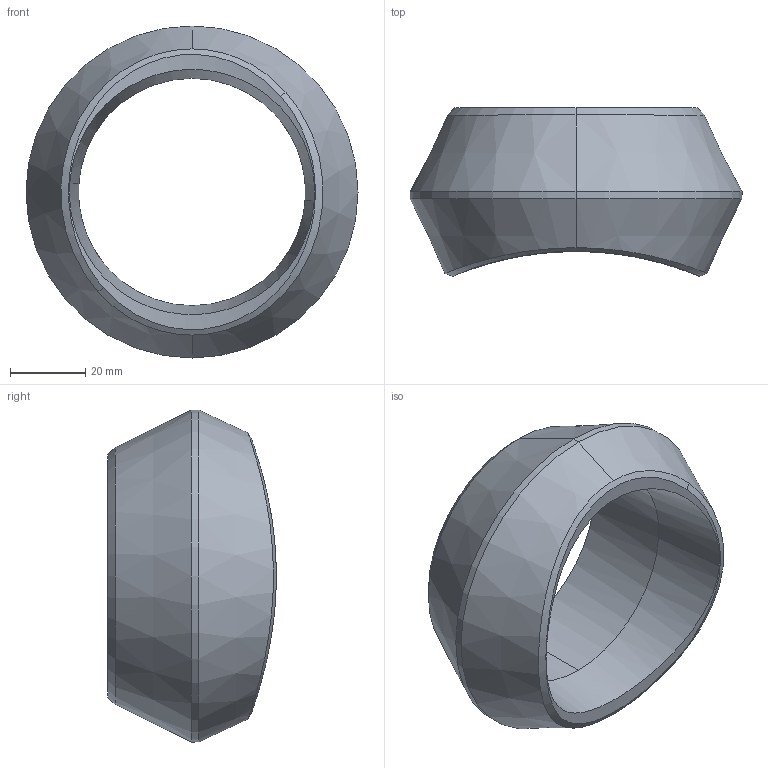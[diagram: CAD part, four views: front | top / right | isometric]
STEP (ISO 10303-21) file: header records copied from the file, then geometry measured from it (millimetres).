
FILE_DESCRIPTION (( 'STEP AP203' ), '1' );
FILE_NAME ('6 X 2.0.STEP', '2025-05-10T00:53:57', '' );
FILE_SCHEMA (( 'CONFIG_CONTROL_DESIGN' ));
Length unit declared in the file: inch
Products named in the file (1): 6 X 2.0
Bounding box: 88.11 x 44.74 x 88.11 mm (x, y, z)
Volume: 80279.4 mm3; surface area: 20491 mm2
Topology: 1 solids, 1 shells, 16 faces, 36 edges, 22 vertices
Faces by surface type: cone 6, cylinder 5, bspline 4, plane 1
Entity records: 1414 total; most frequent: CARTESIAN_POINT 996, ORIENTED_EDGE 72, DIRECTION 64, EDGE_CURVE 36, AXIS2_PLACEMENT_3D 27, VERTEX_POINT 22, EDGE_LOOP 18, FACE_OUTER_BOUND 16
